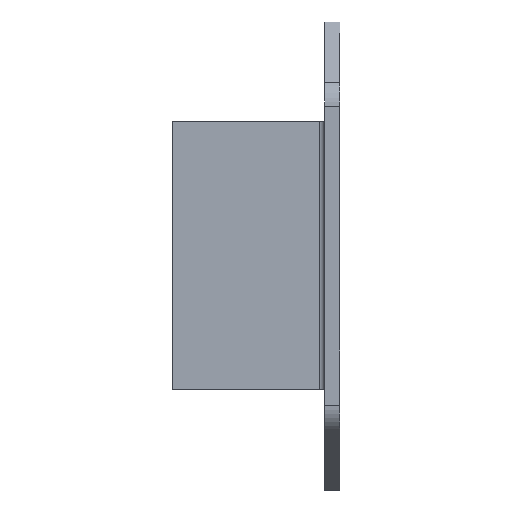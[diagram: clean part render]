
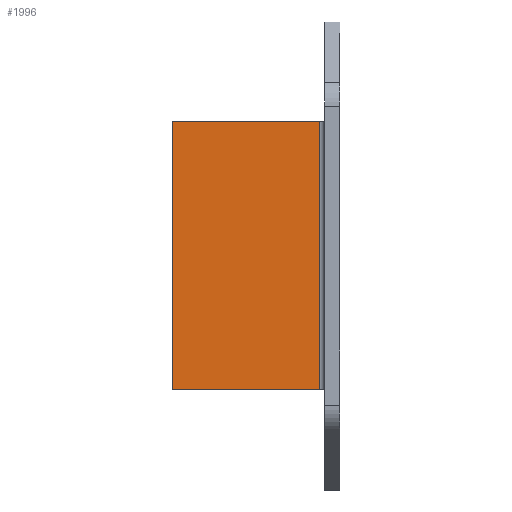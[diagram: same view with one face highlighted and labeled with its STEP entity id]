
A CAD part, top view. The second image highlights one B-rep face of the part: STEP entity #1996.
In plain terms, the highlighted planar face has unit normal (0, 0, 1).
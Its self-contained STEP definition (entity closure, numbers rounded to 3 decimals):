
#674 = PLANE('',#675);
#675 = AXIS2_PLACEMENT_3D('',#676,#677,#678);
#676 = CARTESIAN_POINT('',(14.616,-163.5,31.5));
#677 = DIRECTION('',(0.,1.,0.));
#678 = DIRECTION('',(0.,0.,1.));
#702 = CYLINDRICAL_SURFACE('',#703,0.825);
#703 = AXIS2_PLACEMENT_3D('',#704,#705,#706);
#704 = CARTESIAN_POINT('',(25.175,-119.5,33.));
#705 = DIRECTION('',(0.,1.,0.));
#706 = DIRECTION('',(1.,0.,0.));
#730 = PLANE('',#731);
#731 = AXIS2_PLACEMENT_3D('',#732,#733,#734);
#732 = CARTESIAN_POINT('',(14.616,-119.5,31.5));
#733 = DIRECTION('',(0.,1.,0.));
#734 = DIRECTION('',(0.,0.,1.));
#1376 = VERTEX_POINT('',#1377);
#1377 = CARTESIAN_POINT('',(1.,-119.5,32.175));
#1391 = PLANE('',#1392);
#1392 = AXIS2_PLACEMENT_3D('',#1393,#1394,#1395);
#1393 = CARTESIAN_POINT('',(1.,-119.5,32.175));
#1394 = DIRECTION('',(1.,0.,0.));
#1395 = DIRECTION('',(0.,0.,-1.));
#1403 = EDGE_CURVE('',#1404,#1376,#1406,.T.);
#1404 = VERTEX_POINT('',#1405);
#1405 = CARTESIAN_POINT('',(25.175,-119.5,32.175));
#1406 = SURFACE_CURVE('',#1407,(#1411,#1418),.PCURVE_S1.);
#1407 = LINE('',#1408,#1409);
#1408 = CARTESIAN_POINT('',(25.175,-119.5,32.175));
#1409 = VECTOR('',#1410,1.);
#1410 = DIRECTION('',(-1.,0.,0.));
#1411 = PCURVE('',#730,#1412);
#1412 = DEFINITIONAL_REPRESENTATION('',(#1413),#1417);
#1413 = LINE('',#1414,#1415);
#1414 = CARTESIAN_POINT('',(0.675,10.559));
#1415 = VECTOR('',#1416,1.);
#1416 = DIRECTION('',(0.,-1.));
#1417 = ( GEOMETRIC_REPRESENTATION_CONTEXT(2) 
PARAMETRIC_REPRESENTATION_CONTEXT() REPRESENTATION_CONTEXT('2D SPACE',''
  ) );
#1418 = PCURVE('',#1419,#1424);
#1419 = PLANE('',#1420);
#1420 = AXIS2_PLACEMENT_3D('',#1421,#1422,#1423);
#1421 = CARTESIAN_POINT('',(25.175,-119.5,32.175));
#1422 = DIRECTION('',(0.,0.,-1.));
#1423 = DIRECTION('',(-1.,0.,0.));
#1424 = DEFINITIONAL_REPRESENTATION('',(#1425),#1429);
#1425 = LINE('',#1426,#1427);
#1426 = CARTESIAN_POINT('',(0.,0.));
#1427 = VECTOR('',#1428,1.);
#1428 = DIRECTION('',(1.,0.));
#1429 = ( GEOMETRIC_REPRESENTATION_CONTEXT(2) 
PARAMETRIC_REPRESENTATION_CONTEXT() REPRESENTATION_CONTEXT('2D SPACE',''
  ) );
#1461 = EDGE_CURVE('',#1404,#1462,#1464,.T.);
#1462 = VERTEX_POINT('',#1463);
#1463 = CARTESIAN_POINT('',(25.175,-163.5,32.175));
#1464 = SURFACE_CURVE('',#1465,(#1469,#1476),.PCURVE_S1.);
#1465 = LINE('',#1466,#1467);
#1466 = CARTESIAN_POINT('',(25.175,-119.5,32.175));
#1467 = VECTOR('',#1468,1.);
#1468 = DIRECTION('',(0.,-1.,0.));
#1469 = PCURVE('',#702,#1470);
#1470 = DEFINITIONAL_REPRESENTATION('',(#1471),#1475);
#1471 = LINE('',#1472,#1473);
#1472 = CARTESIAN_POINT('',(-4.712,0.));
#1473 = VECTOR('',#1474,1.);
#1474 = DIRECTION('',(-0.,-1.));
#1475 = ( GEOMETRIC_REPRESENTATION_CONTEXT(2) 
PARAMETRIC_REPRESENTATION_CONTEXT() REPRESENTATION_CONTEXT('2D SPACE',''
  ) );
#1476 = PCURVE('',#1419,#1477);
#1477 = DEFINITIONAL_REPRESENTATION('',(#1478),#1482);
#1478 = LINE('',#1479,#1480);
#1479 = CARTESIAN_POINT('',(0.,0.));
#1480 = VECTOR('',#1481,1.);
#1481 = DIRECTION('',(0.,-1.));
#1482 = ( GEOMETRIC_REPRESENTATION_CONTEXT(2) 
PARAMETRIC_REPRESENTATION_CONTEXT() REPRESENTATION_CONTEXT('2D SPACE',''
  ) );
#1567 = VERTEX_POINT('',#1568);
#1568 = CARTESIAN_POINT('',(1.,-163.5,32.175));
#1589 = EDGE_CURVE('',#1462,#1567,#1590,.T.);
#1590 = SURFACE_CURVE('',#1591,(#1595,#1602),.PCURVE_S1.);
#1591 = LINE('',#1592,#1593);
#1592 = CARTESIAN_POINT('',(25.175,-163.5,32.175));
#1593 = VECTOR('',#1594,1.);
#1594 = DIRECTION('',(-1.,0.,0.));
#1595 = PCURVE('',#674,#1596);
#1596 = DEFINITIONAL_REPRESENTATION('',(#1597),#1601);
#1597 = LINE('',#1598,#1599);
#1598 = CARTESIAN_POINT('',(0.675,10.559));
#1599 = VECTOR('',#1600,1.);
#1600 = DIRECTION('',(0.,-1.));
#1601 = ( GEOMETRIC_REPRESENTATION_CONTEXT(2) 
PARAMETRIC_REPRESENTATION_CONTEXT() REPRESENTATION_CONTEXT('2D SPACE',''
  ) );
#1602 = PCURVE('',#1419,#1603);
#1603 = DEFINITIONAL_REPRESENTATION('',(#1604),#1608);
#1604 = LINE('',#1605,#1606);
#1605 = CARTESIAN_POINT('',(0.,-44.));
#1606 = VECTOR('',#1607,1.);
#1607 = DIRECTION('',(1.,0.));
#1608 = ( GEOMETRIC_REPRESENTATION_CONTEXT(2) 
PARAMETRIC_REPRESENTATION_CONTEXT() REPRESENTATION_CONTEXT('2D SPACE',''
  ) );
#1996 = ADVANCED_FACE('',(#1997),#1419,.F.);
#1997 = FACE_BOUND('',#1998,.F.);
#1998 = EDGE_LOOP('',(#1999,#2000,#2001,#2022));
#1999 = ORIENTED_EDGE('',*,*,#1461,.T.);
#2000 = ORIENTED_EDGE('',*,*,#1589,.T.);
#2001 = ORIENTED_EDGE('',*,*,#2002,.F.);
#2002 = EDGE_CURVE('',#1376,#1567,#2003,.T.);
#2003 = SURFACE_CURVE('',#2004,(#2008,#2015),.PCURVE_S1.);
#2004 = LINE('',#2005,#2006);
#2005 = CARTESIAN_POINT('',(1.,-119.5,32.175));
#2006 = VECTOR('',#2007,1.);
#2007 = DIRECTION('',(0.,-1.,0.));
#2008 = PCURVE('',#1419,#2009);
#2009 = DEFINITIONAL_REPRESENTATION('',(#2010),#2014);
#2010 = LINE('',#2011,#2012);
#2011 = CARTESIAN_POINT('',(24.175,0.));
#2012 = VECTOR('',#2013,1.);
#2013 = DIRECTION('',(0.,-1.));
#2014 = ( GEOMETRIC_REPRESENTATION_CONTEXT(2) 
PARAMETRIC_REPRESENTATION_CONTEXT() REPRESENTATION_CONTEXT('2D SPACE',''
  ) );
#2015 = PCURVE('',#1391,#2016);
#2016 = DEFINITIONAL_REPRESENTATION('',(#2017),#2021);
#2017 = LINE('',#2018,#2019);
#2018 = CARTESIAN_POINT('',(0.,0.));
#2019 = VECTOR('',#2020,1.);
#2020 = DIRECTION('',(0.,-1.));
#2021 = ( GEOMETRIC_REPRESENTATION_CONTEXT(2) 
PARAMETRIC_REPRESENTATION_CONTEXT() REPRESENTATION_CONTEXT('2D SPACE',''
  ) );
#2022 = ORIENTED_EDGE('',*,*,#1403,.F.);
